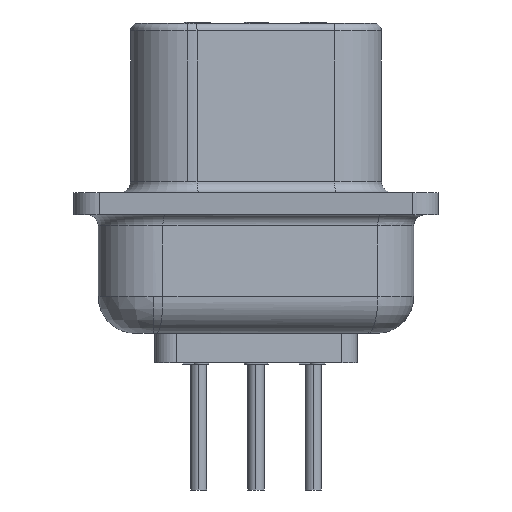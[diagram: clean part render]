
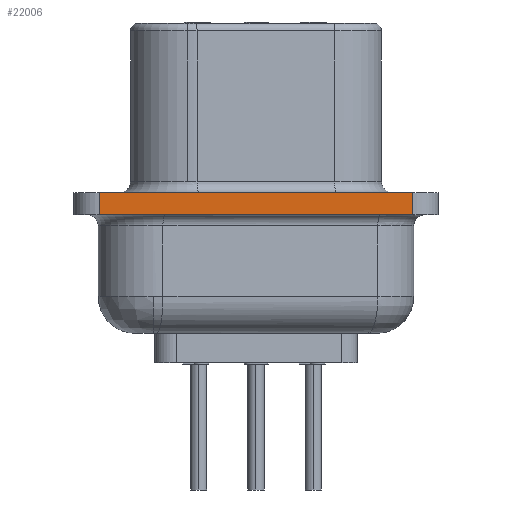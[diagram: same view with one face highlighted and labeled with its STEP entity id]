
A CAD part, left-side view. The second image highlights one B-rep face of the part: STEP entity #22006.
In plain terms, the highlighted planar face has unit normal (-1, 0, 0).
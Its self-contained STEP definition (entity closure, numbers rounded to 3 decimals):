
#8248 = PLANE('',#8249);
#8249 = AXIS2_PLACEMENT_3D('',#8250,#8251,#8252);
#8250 = CARTESIAN_POINT('',(-15.405,-6.299,5.5));
#8251 = DIRECTION('',(0.,0.,1.));
#8252 = DIRECTION('',(1.,0.,0.));
#8675 = PLANE('',#8676);
#8676 = AXIS2_PLACEMENT_3D('',#8677,#8678,#8679);
#8677 = CARTESIAN_POINT('',(-15.405,-6.299,6.262));
#8678 = DIRECTION('',(0.,0.,1.));
#8679 = DIRECTION('',(1.,0.,0.));
#20802 = EDGE_CURVE('',#20803,#20805,#20807,.T.);
#20803 = VERTEX_POINT('',#20804);
#20804 = CARTESIAN_POINT('',(-15.405,5.41,5.5));
#20805 = VERTEX_POINT('',#20806);
#20806 = CARTESIAN_POINT('',(-15.405,-5.41,5.5));
#20807 = SURFACE_CURVE('',#20808,(#20812,#20819),.PCURVE_S1.);
#20808 = LINE('',#20809,#20810);
#20809 = CARTESIAN_POINT('',(-15.405,6.299,5.5));
#20810 = VECTOR('',#20811,1.);
#20811 = DIRECTION('',(0.,-1.,0.));
#20812 = PCURVE('',#8248,#20813);
#20813 = DEFINITIONAL_REPRESENTATION('',(#20814),#20818);
#20814 = LINE('',#20815,#20816);
#20815 = CARTESIAN_POINT('',(0.,12.598));
#20816 = VECTOR('',#20817,1.);
#20817 = DIRECTION('',(0.,-1.));
#20818 = ( GEOMETRIC_REPRESENTATION_CONTEXT(2) 
PARAMETRIC_REPRESENTATION_CONTEXT() REPRESENTATION_CONTEXT('2D SPACE',''
  ) );
#20819 = PCURVE('',#20820,#20825);
#20820 = PLANE('',#20821);
#20821 = AXIS2_PLACEMENT_3D('',#20822,#20823,#20824);
#20822 = CARTESIAN_POINT('',(-15.405,6.299,5.5));
#20823 = DIRECTION('',(-1.,0.,0.));
#20824 = DIRECTION('',(0.,-1.,0.));
#20825 = DEFINITIONAL_REPRESENTATION('',(#20826),#20830);
#20826 = LINE('',#20827,#20828);
#20827 = CARTESIAN_POINT('',(0.,0.));
#20828 = VECTOR('',#20829,1.);
#20829 = DIRECTION('',(1.,0.));
#20830 = ( GEOMETRIC_REPRESENTATION_CONTEXT(2) 
PARAMETRIC_REPRESENTATION_CONTEXT() REPRESENTATION_CONTEXT('2D SPACE',''
  ) );
#20853 = CYLINDRICAL_SURFACE('',#20854,0.889);
#20854 = AXIS2_PLACEMENT_3D('',#20855,#20856,#20857);
#20855 = CARTESIAN_POINT('',(-14.516,5.41,5.5));
#20856 = DIRECTION('',(0.,0.,1.));
#20857 = DIRECTION('',(1.,0.,0.));
#21100 = CYLINDRICAL_SURFACE('',#21101,0.889);
#21101 = AXIS2_PLACEMENT_3D('',#21102,#21103,#21104);
#21102 = CARTESIAN_POINT('',(-14.516,-5.41,5.5));
#21103 = DIRECTION('',(0.,0.,1.));
#21104 = DIRECTION('',(1.,0.,0.));
#21757 = VERTEX_POINT('',#21758);
#21758 = CARTESIAN_POINT('',(-15.405,5.41,6.262));
#21802 = EDGE_CURVE('',#21757,#21803,#21805,.T.);
#21803 = VERTEX_POINT('',#21804);
#21804 = CARTESIAN_POINT('',(-15.405,-5.41,6.262));
#21805 = SURFACE_CURVE('',#21806,(#21810,#21817),.PCURVE_S1.);
#21806 = LINE('',#21807,#21808);
#21807 = CARTESIAN_POINT('',(-15.405,6.299,6.262));
#21808 = VECTOR('',#21809,1.);
#21809 = DIRECTION('',(0.,-1.,0.));
#21810 = PCURVE('',#8675,#21811);
#21811 = DEFINITIONAL_REPRESENTATION('',(#21812),#21816);
#21812 = LINE('',#21813,#21814);
#21813 = CARTESIAN_POINT('',(0.,12.598));
#21814 = VECTOR('',#21815,1.);
#21815 = DIRECTION('',(0.,-1.));
#21816 = ( GEOMETRIC_REPRESENTATION_CONTEXT(2) 
PARAMETRIC_REPRESENTATION_CONTEXT() REPRESENTATION_CONTEXT('2D SPACE',''
  ) );
#21817 = PCURVE('',#20820,#21818);
#21818 = DEFINITIONAL_REPRESENTATION('',(#21819),#21823);
#21819 = LINE('',#21820,#21821);
#21820 = CARTESIAN_POINT('',(0.,0.762));
#21821 = VECTOR('',#21822,1.);
#21822 = DIRECTION('',(1.,0.));
#21823 = ( GEOMETRIC_REPRESENTATION_CONTEXT(2) 
PARAMETRIC_REPRESENTATION_CONTEXT() REPRESENTATION_CONTEXT('2D SPACE',''
  ) );
#22006 = ADVANCED_FACE('',(#22007),#20820,.T.);
#22007 = FACE_BOUND('',#22008,.T.);
#22008 = EDGE_LOOP('',(#22009,#22010,#22053,#22054));
#22009 = ORIENTED_EDGE('',*,*,#21802,.F.);
#22010 = ORIENTED_EDGE('',*,*,#22011,.T.);
#22011 = EDGE_CURVE('',#21757,#20803,#22012,.T.);
#22012 = SURFACE_CURVE('',#22013,(#22017,#22024),.PCURVE_S1.);
#22013 = LINE('',#22014,#22015);
#22014 = CARTESIAN_POINT('',(-15.405,5.41,5.5));
#22015 = VECTOR('',#22016,1.);
#22016 = DIRECTION('',(0.,0.,-1.));
#22017 = PCURVE('',#20820,#22018);
#22018 = DEFINITIONAL_REPRESENTATION('',(#22019),#22023);
#22019 = LINE('',#22020,#22021);
#22020 = CARTESIAN_POINT('',(0.889,0.));
#22021 = VECTOR('',#22022,1.);
#22022 = DIRECTION('',(0.,-1.));
#22023 = ( GEOMETRIC_REPRESENTATION_CONTEXT(2) 
PARAMETRIC_REPRESENTATION_CONTEXT() REPRESENTATION_CONTEXT('2D SPACE',''
  ) );
#22024 = PCURVE('',#20853,#22025);
#22025 = DEFINITIONAL_REPRESENTATION('',(#22026),#22052);
#22026 = B_SPLINE_CURVE_WITH_KNOTS('',3,(#22027,#22028,#22029,#22030,
    #22031,#22032,#22033,#22034,#22035,#22036,#22037,#22038,#22039,
    #22040,#22041,#22042,#22043,#22044,#22045,#22046,#22047,#22048,
    #22049,#22050,#22051),.UNSPECIFIED.,.F.,.F.,(4,1,1,1,1,1,1,1,1,1,1,1
    ,1,1,1,1,1,1,1,1,1,1,4),(-0.762,-0.727,-0.693,
    -0.658,-0.623,-0.589,-0.554,
    -0.52,-0.485,-0.45,-0.416,
    -0.381,-0.346,-0.312,-0.277,
    -0.242,-0.208,-0.173,-0.139,
    -0.104,-0.069,-0.035,0.),
  .UNSPECIFIED.);
#22027 = CARTESIAN_POINT('',(3.142,0.762));
#22028 = CARTESIAN_POINT('',(3.142,0.75));
#22029 = CARTESIAN_POINT('',(3.142,0.727));
#22030 = CARTESIAN_POINT('',(3.142,0.693));
#22031 = CARTESIAN_POINT('',(3.142,0.658));
#22032 = CARTESIAN_POINT('',(3.142,0.623));
#22033 = CARTESIAN_POINT('',(3.142,0.589));
#22034 = CARTESIAN_POINT('',(3.142,0.554));
#22035 = CARTESIAN_POINT('',(3.142,0.52));
#22036 = CARTESIAN_POINT('',(3.142,0.485));
#22037 = CARTESIAN_POINT('',(3.142,0.45));
#22038 = CARTESIAN_POINT('',(3.142,0.416));
#22039 = CARTESIAN_POINT('',(3.142,0.381));
#22040 = CARTESIAN_POINT('',(3.142,0.346));
#22041 = CARTESIAN_POINT('',(3.142,0.312));
#22042 = CARTESIAN_POINT('',(3.142,0.277));
#22043 = CARTESIAN_POINT('',(3.142,0.242));
#22044 = CARTESIAN_POINT('',(3.142,0.208));
#22045 = CARTESIAN_POINT('',(3.142,0.173));
#22046 = CARTESIAN_POINT('',(3.142,0.139));
#22047 = CARTESIAN_POINT('',(3.142,0.104));
#22048 = CARTESIAN_POINT('',(3.142,0.069));
#22049 = CARTESIAN_POINT('',(3.142,0.035));
#22050 = CARTESIAN_POINT('',(3.142,0.012));
#22051 = CARTESIAN_POINT('',(3.142,0.));
#22052 = ( GEOMETRIC_REPRESENTATION_CONTEXT(2) 
PARAMETRIC_REPRESENTATION_CONTEXT() REPRESENTATION_CONTEXT('2D SPACE',''
  ) );
#22053 = ORIENTED_EDGE('',*,*,#20802,.T.);
#22054 = ORIENTED_EDGE('',*,*,#22055,.T.);
#22055 = EDGE_CURVE('',#20805,#21803,#22056,.T.);
#22056 = SURFACE_CURVE('',#22057,(#22061,#22068),.PCURVE_S1.);
#22057 = LINE('',#22058,#22059);
#22058 = CARTESIAN_POINT('',(-15.405,-5.41,5.5));
#22059 = VECTOR('',#22060,1.);
#22060 = DIRECTION('',(0.,0.,1.));
#22061 = PCURVE('',#20820,#22062);
#22062 = DEFINITIONAL_REPRESENTATION('',(#22063),#22067);
#22063 = LINE('',#22064,#22065);
#22064 = CARTESIAN_POINT('',(11.709,0.));
#22065 = VECTOR('',#22066,1.);
#22066 = DIRECTION('',(0.,1.));
#22067 = ( GEOMETRIC_REPRESENTATION_CONTEXT(2) 
PARAMETRIC_REPRESENTATION_CONTEXT() REPRESENTATION_CONTEXT('2D SPACE',''
  ) );
#22068 = PCURVE('',#21100,#22069);
#22069 = DEFINITIONAL_REPRESENTATION('',(#22070),#22096);
#22070 = B_SPLINE_CURVE_WITH_KNOTS('',3,(#22071,#22072,#22073,#22074,
    #22075,#22076,#22077,#22078,#22079,#22080,#22081,#22082,#22083,
    #22084,#22085,#22086,#22087,#22088,#22089,#22090,#22091,#22092,
    #22093,#22094,#22095),.UNSPECIFIED.,.F.,.F.,(4,1,1,1,1,1,1,1,1,1,1,1
    ,1,1,1,1,1,1,1,1,1,1,4),(0.,0.035,
    0.069,0.104,0.139,0.173,
    0.208,0.242,0.277,0.312,
    0.346,0.381,0.416,0.45,0.485,
    0.52,0.554,0.589,0.623,
    0.658,0.693,0.727,0.762),
  .QUASI_UNIFORM_KNOTS.);
#22071 = CARTESIAN_POINT('',(3.142,0.));
#22072 = CARTESIAN_POINT('',(3.142,0.012));
#22073 = CARTESIAN_POINT('',(3.142,0.035));
#22074 = CARTESIAN_POINT('',(3.142,0.069));
#22075 = CARTESIAN_POINT('',(3.142,0.104));
#22076 = CARTESIAN_POINT('',(3.142,0.139));
#22077 = CARTESIAN_POINT('',(3.142,0.173));
#22078 = CARTESIAN_POINT('',(3.142,0.208));
#22079 = CARTESIAN_POINT('',(3.142,0.242));
#22080 = CARTESIAN_POINT('',(3.142,0.277));
#22081 = CARTESIAN_POINT('',(3.142,0.312));
#22082 = CARTESIAN_POINT('',(3.142,0.346));
#22083 = CARTESIAN_POINT('',(3.142,0.381));
#22084 = CARTESIAN_POINT('',(3.142,0.416));
#22085 = CARTESIAN_POINT('',(3.142,0.45));
#22086 = CARTESIAN_POINT('',(3.142,0.485));
#22087 = CARTESIAN_POINT('',(3.142,0.52));
#22088 = CARTESIAN_POINT('',(3.142,0.554));
#22089 = CARTESIAN_POINT('',(3.142,0.589));
#22090 = CARTESIAN_POINT('',(3.142,0.623));
#22091 = CARTESIAN_POINT('',(3.142,0.658));
#22092 = CARTESIAN_POINT('',(3.142,0.693));
#22093 = CARTESIAN_POINT('',(3.142,0.727));
#22094 = CARTESIAN_POINT('',(3.142,0.75));
#22095 = CARTESIAN_POINT('',(3.142,0.762));
#22096 = ( GEOMETRIC_REPRESENTATION_CONTEXT(2) 
PARAMETRIC_REPRESENTATION_CONTEXT() REPRESENTATION_CONTEXT('2D SPACE',''
  ) );
